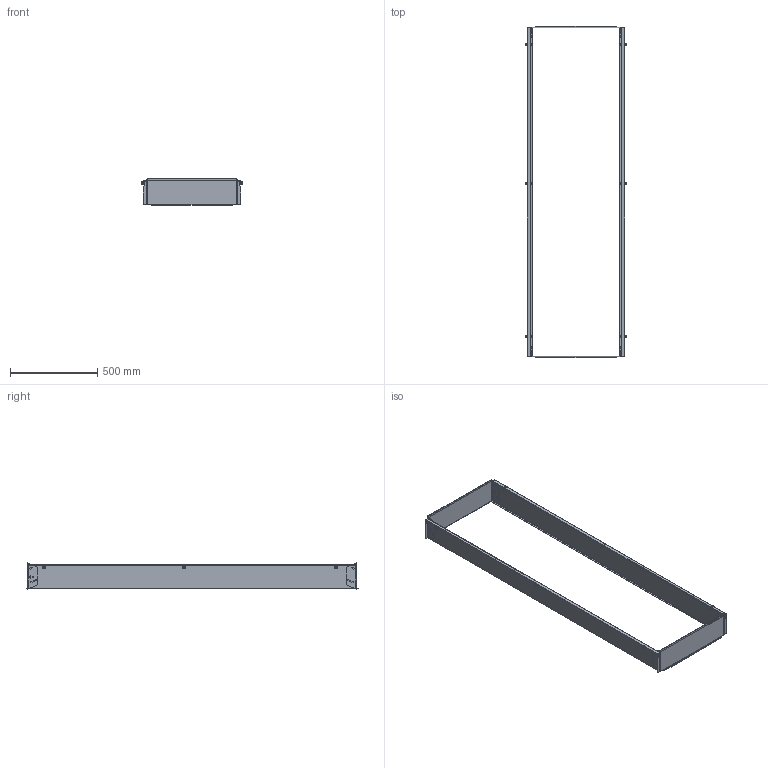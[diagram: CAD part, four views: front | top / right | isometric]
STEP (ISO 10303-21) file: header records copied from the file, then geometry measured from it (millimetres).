
FILE_DESCRIPTION (( 'STEP AP214' ), '1' );
FILE_NAME ('0394-7120-60-07.STEP', '2018-07-18T06:08:44', ( '' ), ( '' ), 'SwSTEP 2.0', 'SolidWorks 2017', '' );
FILE_SCHEMA (( 'AUTOMOTIVE_DESIGN' ));
Length unit declared in the file: millimetre
Products named in the file (9): 8000-7981-04-16; 8101-0087-01-00~0; Abstandsbolzen_M6x12_IA; 8000-9021-06-00; W0111483~0; W0111458~0; W0167481~0; 8000-0000-06-10; 0394-7120-60-07
Assembly tree (36 placements, depth 2):
  0394-7120-60-07
    W0167481~0  x2
    W0111458~0
    W0111483~0
    8000-0000-06-10  x6
    Abstandsbolzen_M6x12_IA  x6
    8000-9021-06-00  x6
    8101-0087-01-00~0  x6
    8000-7981-04-16  x8
Bounding box: 574.55 x 1904.16 x 153.25 mm (x, y, z)
Volume: 1265528.7 mm3; surface area: 1702576.8 mm2
Topology: 42 solids, 42 shells, 1696 faces, 4210 edges, 2608 vertices
Faces by surface type: plane 912, cylinder 258, bspline 194, torus 180, cone 136, sphere 16
Entity records: 14989 total; most frequent: CARTESIAN_POINT 3595, DIRECTION 2271, ORIENTED_EDGE 2242, EDGE_CURVE 1121, AXIS2_PLACEMENT_3D 789, VERTEX_POINT 697, VECTOR 693, LINE 693
